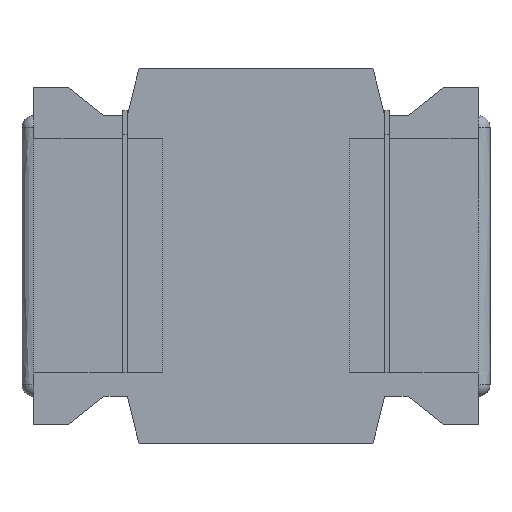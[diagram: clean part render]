
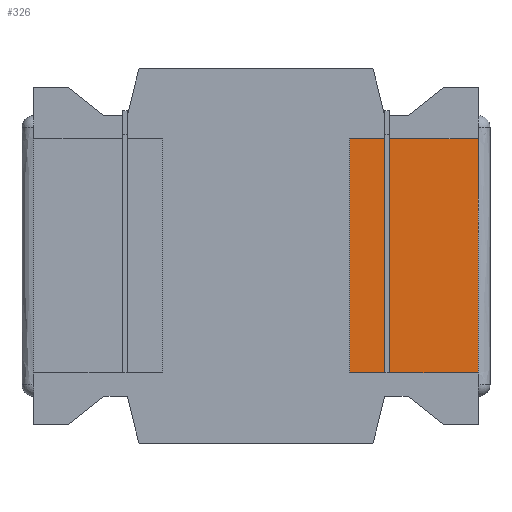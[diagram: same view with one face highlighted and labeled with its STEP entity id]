
A CAD part, front view. The second image highlights one B-rep face of the part: STEP entity #326.
In plain terms, the highlighted planar face has unit normal (0, -1, 0).
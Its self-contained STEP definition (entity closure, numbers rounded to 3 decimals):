
#78 = ORIENTED_EDGE ( 'NONE', *, *, #3282, .T. ) ;
#152 = LINE ( 'NONE', #4239, #2883 ) ;
#272 = CARTESIAN_POINT ( 'NONE',  ( 0.95, -0.838, 0.5 ) ) ;
#301 = CARTESIAN_POINT ( 'NONE',  ( 1., -0.838, -0.5 ) ) ;
#326 = ADVANCED_FACE ( 'NONE', ( #3030 ), #2706, .F. ) ;
#374 = LINE ( 'NONE', #4009, #2406 ) ;
#456 = ORIENTED_EDGE ( 'NONE', *, *, #1262, .T. ) ;
#545 = CARTESIAN_POINT ( 'NONE',  ( 0.57, -0.838, -0.5 ) ) ;
#580 = LINE ( 'NONE', #1216, #2135 ) ;
#627 = DIRECTION ( 'NONE',  ( 0., 0., -1. ) ) ;
#640 = VECTOR ( 'NONE', #2566, 1000. ) ;
#697 = LINE ( 'NONE', #2494, #4568 ) ;
#743 = CARTESIAN_POINT ( 'NONE',  ( 0.4, -0.838, -0.5 ) ) ;
#1034 = EDGE_CURVE ( 'NONE', #3944, #3050, #4192, .T. ) ;
#1123 = CARTESIAN_POINT ( 'NONE',  ( 1., -0.838, 0.5 ) ) ;
#1216 = CARTESIAN_POINT ( 'NONE',  ( 0.55, -0.838, -0.5 ) ) ;
#1262 = EDGE_CURVE ( 'NONE', #4289, #1697, #374, .T. ) ;
#1356 = EDGE_LOOP ( 'NONE', ( #4166, #2218, #4723, #3578, #78, #3218, #456, #3181 ) ) ;
#1371 = CARTESIAN_POINT ( 'NONE',  ( 0.95, -0.838, -0.167 ) ) ;
#1416 = VECTOR ( 'NONE', #3075, 1000. ) ;
#1476 = VECTOR ( 'NONE', #3731, 1000. ) ;
#1520 = CARTESIAN_POINT ( 'NONE',  ( 0.95, -0.838, 0.5 ) ) ;
#1558 = CARTESIAN_POINT ( 'NONE',  ( 0., -0.838, 0. ) ) ;
#1697 = VERTEX_POINT ( 'NONE', #545 ) ;
#1974 = VERTEX_POINT ( 'NONE', #743 ) ;
#1979 = DIRECTION ( 'NONE',  ( -1., 0., 0. ) ) ;
#2135 = VECTOR ( 'NONE', #2355, 1000. ) ;
#2218 = ORIENTED_EDGE ( 'NONE', *, *, #4470, .T. ) ;
#2282 = EDGE_CURVE ( 'NONE', #2382, #1974, #697, .T. ) ;
#2355 = DIRECTION ( 'NONE',  ( 1., 0., 0. ) ) ;
#2382 = VERTEX_POINT ( 'NONE', #4802 ) ;
#2406 = VECTOR ( 'NONE', #627, 1000. ) ;
#2442 = EDGE_CURVE ( 'NONE', #1974, #3949, #3734, .T. ) ;
#2494 = CARTESIAN_POINT ( 'NONE',  ( 0.4, -0.838, 0.5 ) ) ;
#2497 = CARTESIAN_POINT ( 'NONE',  ( 0.95, -0.838, -0.5 ) ) ;
#2566 = DIRECTION ( 'NONE',  ( 1., 0., 0. ) ) ;
#2605 = EDGE_CURVE ( 'NONE', #3050, #1697, #580, .T. ) ;
#2697 = CARTESIAN_POINT ( 'NONE',  ( 0.55, -0.838, -0.5 ) ) ;
#2706 = PLANE ( 'NONE',  #3466 ) ;
#2883 = VECTOR ( 'NONE', #1979, 1000. ) ;
#3030 = FACE_OUTER_BOUND ( 'NONE', #1356, .T. ) ;
#3050 = VERTEX_POINT ( 'NONE', #2697 ) ;
#3075 = DIRECTION ( 'NONE',  ( 0., 0., -1. ) ) ;
#3080 = DIRECTION ( 'NONE',  ( 0., 1., 0. ) ) ;
#3181 = ORIENTED_EDGE ( 'NONE', *, *, #2605, .F. ) ;
#3218 = ORIENTED_EDGE ( 'NONE', *, *, #4534, .T. ) ;
#3282 = EDGE_CURVE ( 'NONE', #3949, #4093, #3686, .T. ) ;
#3466 = AXIS2_PLACEMENT_3D ( 'NONE', #1558, #3080, #3768 ) ;
#3578 = ORIENTED_EDGE ( 'NONE', *, *, #2442, .T. ) ;
#3590 = CARTESIAN_POINT ( 'NONE',  ( 0.57, -0.838, 0.5 ) ) ;
#3599 = CARTESIAN_POINT ( 'NONE',  ( 0.95, -0.838, 0.167 ) ) ;
#3686 = B_SPLINE_CURVE_WITH_KNOTS ( 'NONE', 3,
 ( #2497, #1371, #3599, #272 ),
 .UNSPECIFIED., .F., .F.,
 ( 4, 4 ),
 ( -0.001, 0. ),
 .UNSPECIFIED. ) ;
#3704 = LINE ( 'NONE', #1123, #1476 ) ;
#3731 = DIRECTION ( 'NONE',  ( -1., 0., 0. ) ) ;
#3734 = LINE ( 'NONE', #301, #640 ) ;
#3768 = DIRECTION ( 'NONE',  ( 0., 0., 1. ) ) ;
#3847 = CARTESIAN_POINT ( 'NONE',  ( 0.55, -0.838, -0.5 ) ) ;
#3944 = VERTEX_POINT ( 'NONE', #4102 ) ;
#3949 = VERTEX_POINT ( 'NONE', #4827 ) ;
#4009 = CARTESIAN_POINT ( 'NONE',  ( 0.57, -0.838, -0.5 ) ) ;
#4093 = VERTEX_POINT ( 'NONE', #1520 ) ;
#4102 = CARTESIAN_POINT ( 'NONE',  ( 0.55, -0.838, 0.5 ) ) ;
#4166 = ORIENTED_EDGE ( 'NONE', *, *, #1034, .F. ) ;
#4192 = LINE ( 'NONE', #3847, #1416 ) ;
#4239 = CARTESIAN_POINT ( 'NONE',  ( 1., -0.838, 0.5 ) ) ;
#4289 = VERTEX_POINT ( 'NONE', #3590 ) ;
#4470 = EDGE_CURVE ( 'NONE', #3944, #2382, #3704, .T. ) ;
#4534 = EDGE_CURVE ( 'NONE', #4093, #4289, #152, .T. ) ;
#4568 = VECTOR ( 'NONE', #4706, 1000. ) ;
#4706 = DIRECTION ( 'NONE',  ( 0., 0., -1. ) ) ;
#4723 = ORIENTED_EDGE ( 'NONE', *, *, #2282, .T. ) ;
#4802 = CARTESIAN_POINT ( 'NONE',  ( 0.4, -0.838, 0.5 ) ) ;
#4827 = CARTESIAN_POINT ( 'NONE',  ( 0.95, -0.838, -0.5 ) ) ;
